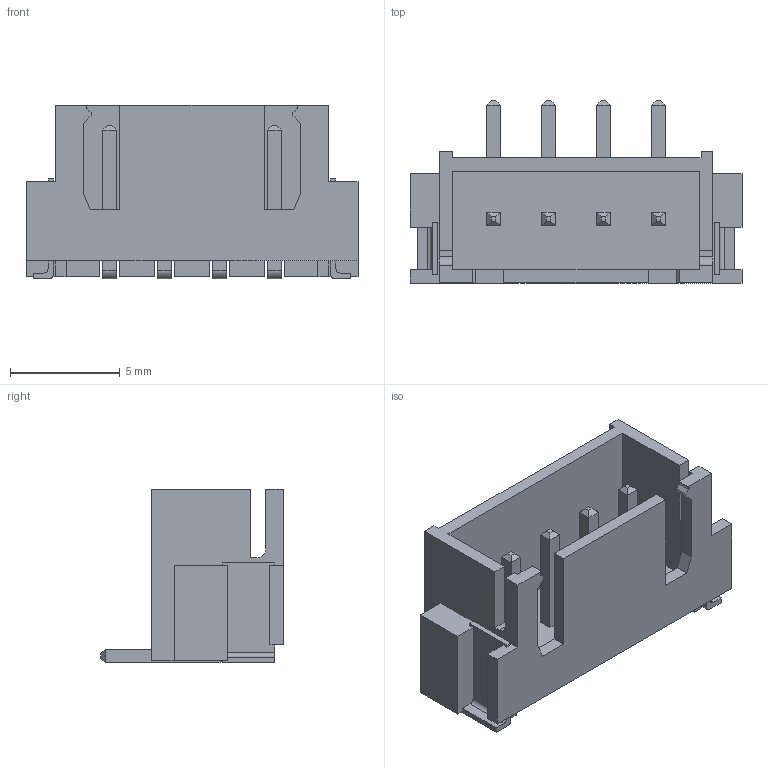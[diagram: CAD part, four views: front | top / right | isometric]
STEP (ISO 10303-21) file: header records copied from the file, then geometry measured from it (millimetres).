
FILE_DESCRIPTION (( 'STEP AP214' ), '1' );
FILE_NAME ('CONN-SMD_M2501VS-04P.step', '2022-08-01T08:05:20', ( '' ), ( '' ), 'SwSTEP 2.0', 'SolidWorks 2020', '' );
FILE_SCHEMA (( 'AUTOMOTIVE_DESIGN' ));
Length unit declared in the file: millimetre
Products named in the file (1): CONN-SMD_M2501VS-04P
Bounding box: 15.1 x 8.3 x 7.9 mm (x, y, z)
Volume: 249.6 mm3; surface area: 828.6 mm2
Topology: 14 solids, 14 shells, 500 faces, 1334 edges, 878 vertices
Faces by surface type: plane 368, bspline 114, cylinder 18
Entity records: 20816 total; most frequent: CARTESIAN_POINT 5075, ORIENTED_EDGE 2668, DIRECTION 1914, EDGE_CURVE 1334, LINE 1064, VECTOR 1064, VERTEX_POINT 878, EDGE_LOOP 528
